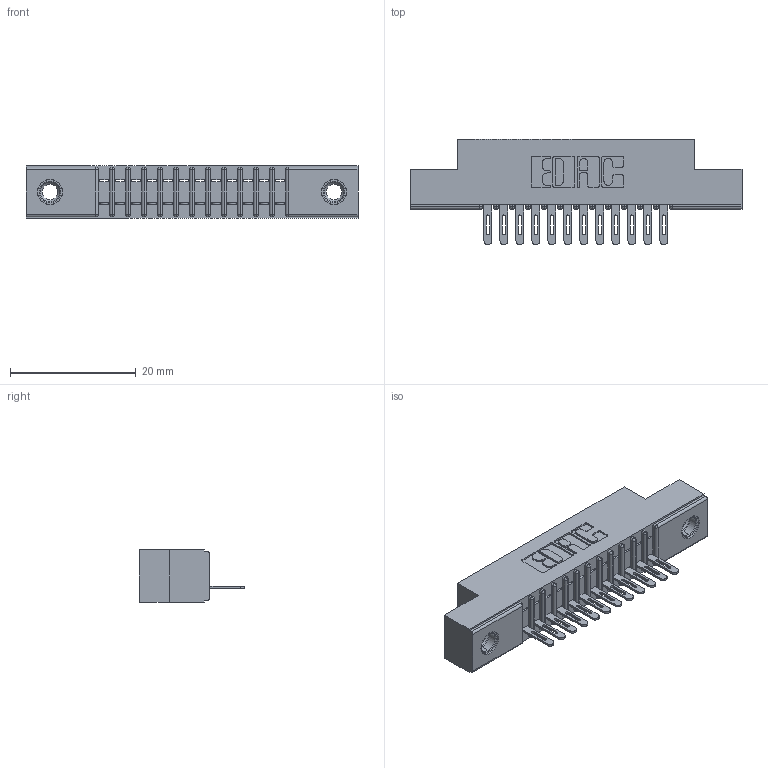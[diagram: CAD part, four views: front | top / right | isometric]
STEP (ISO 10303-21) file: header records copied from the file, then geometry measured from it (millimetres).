
FILE_DESCRIPTION (( 'STEP AP203' ), '1' );
FILE_NAME ('341-012-500-107.STEP', '2018-08-06T03:11:15', ( '' ), ( '' ), 'SwSTEP 2.0', 'SolidWorks 2016', '' );
FILE_SCHEMA (( 'CONFIG_CONTROL_DESIGN' ));
Length unit declared in the file: inch
Products named in the file (4): 345-250-001_345-250-005-103; 341-012-500-107; 341 Part_.156 (3.96) Dia Mounting Holes; 341-292-001_341-292-100
Assembly tree (15 placements, depth 2):
  341-012-500-107
    341 Part_.156 (3.96) Dia Mounting Holes
    341-292-001_341-292-100  x12
    345-250-001_345-250-005-103  x2
Bounding box: 52.7 x 16.69 x 8.38 mm (x, y, z)
Volume: 2943.9 mm3; surface area: 5079.4 mm2
Topology: 15 solids, 15 shells, 1160 faces, 3296 edges, 2114 vertices
Faces by surface type: plane 688, cylinder 408, sphere 26, torus 26, cone 12
Entity records: 19328 total; most frequent: CARTESIAN_POINT 3247, ORIENTED_EDGE 3228, DIRECTION 3174, EDGE_CURVE 1614, LINE 1264, VECTOR 1264, VERTEX_POINT 1028, AXIS2_PLACEMENT_3D 955
